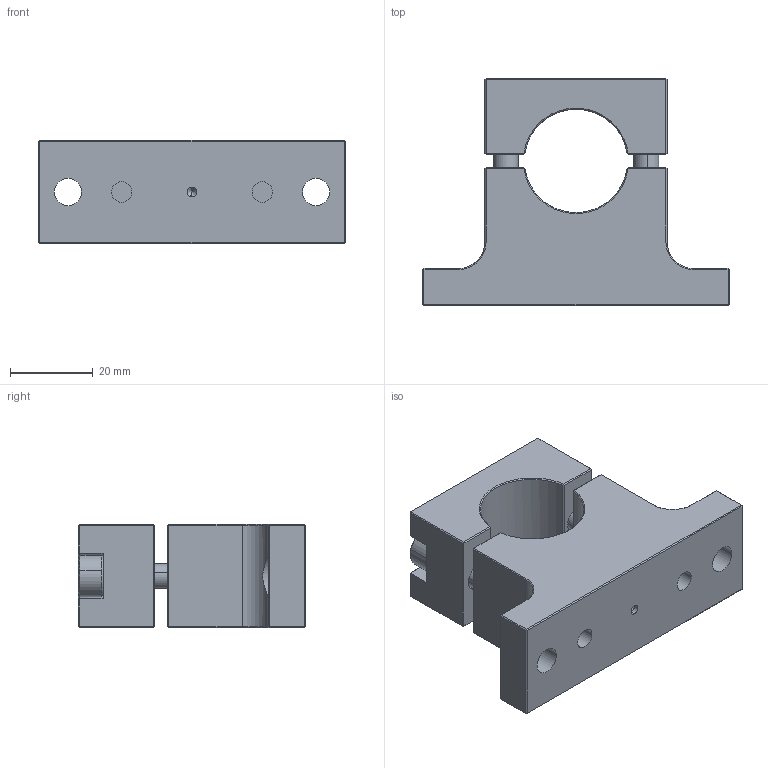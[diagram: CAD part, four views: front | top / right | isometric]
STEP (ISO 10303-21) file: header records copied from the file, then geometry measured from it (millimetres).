
FILE_DESCRIPTION (( 'STEP AP214' ), '1' );
FILE_NAME ('TMSS-25M.step', '2017-08-09T17:54:55', ( '' ), ( '' ), 'SwSTEP 2.0', 'SolidWorks 2017', '' );
FILE_SCHEMA (( 'AUTOMOTIVE_DESIGN' ));
Length unit declared in the file: inch
Products named in the file (1): TMSS-25M
Bounding box: 74 x 55.01 x 25 mm (x, y, z)
Volume: 52167.8 mm3; surface area: 16520.8 mm2
Topology: 4 solids, 4 shells, 177 faces, 381 edges, 215 vertices
Faces by surface type: plane 120, cylinder 32, cone 25
Entity records: 7859 total; most frequent: CARTESIAN_POINT 1701, DIRECTION 771, ORIENTED_EDGE 758, EDGE_CURVE 379, VECTOR 277, LINE 277, AXIS2_PLACEMENT_3D 247, VERTEX_POINT 215
